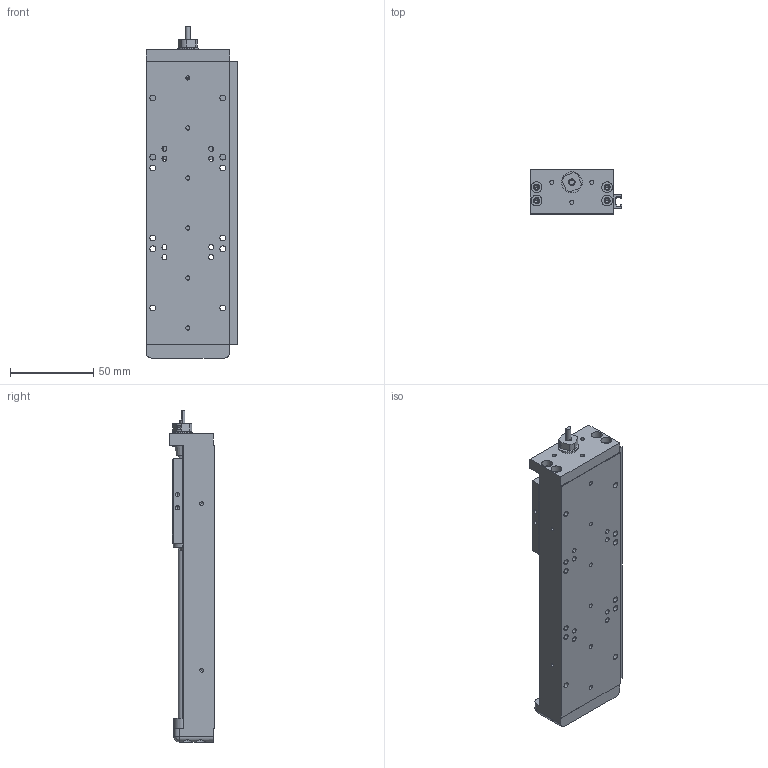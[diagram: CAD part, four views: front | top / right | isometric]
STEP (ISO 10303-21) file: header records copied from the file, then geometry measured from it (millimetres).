
FILE_DESCRIPTION (( 'STEP AP203' ), '1' );
FILE_NAME ('LAHP-25TM102LP25.step', '2020-12-09T21:52:09', ( '' ), ( '' ), 'SwSTEP 2.0', 'SolidWorks 2019', '' );
FILE_SCHEMA (( 'CONFIG_CONTROL_DESIGN' ));
Length unit declared in the file: inch
Products named in the file (3): LAHP-25TM102LP25_BASE; LAHP-25TM102LP25; LAHP-25TM102LP25_CARRIAGE
Assembly tree (2 placements, depth 2):
  LAHP-25TM102LP25
    LAHP-25TM102LP25_BASE
    LAHP-25TM102LP25_CARRIAGE
Bounding box: 55 x 26.58 x 199.16 mm (x, y, z)
Volume: 137280 mm3; surface area: 64970.5 mm2
Topology: 2 solids, 7 shells, 1346 faces, 3412 edges, 2166 vertices
Faces by surface type: plane 710, cylinder 426, cone 174, bspline 20, torus 16
Entity records: 41378 total; most frequent: CARTESIAN_POINT 8031, DIRECTION 7067, ORIENTED_EDGE 6700, EDGE_CURVE 3350, AXIS2_PLACEMENT_3D 2482, VERTEX_POINT 2166, LINE 2103, VECTOR 2103
